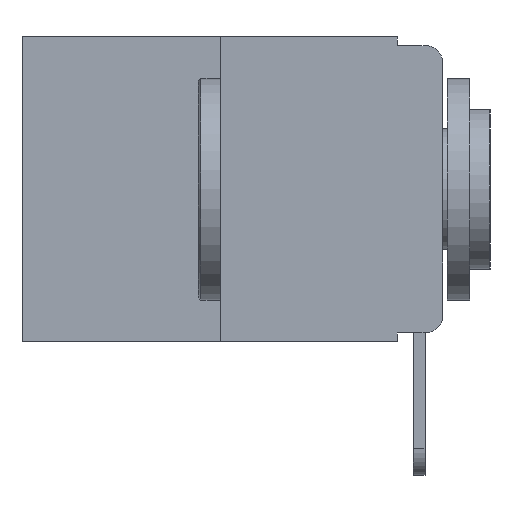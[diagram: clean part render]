
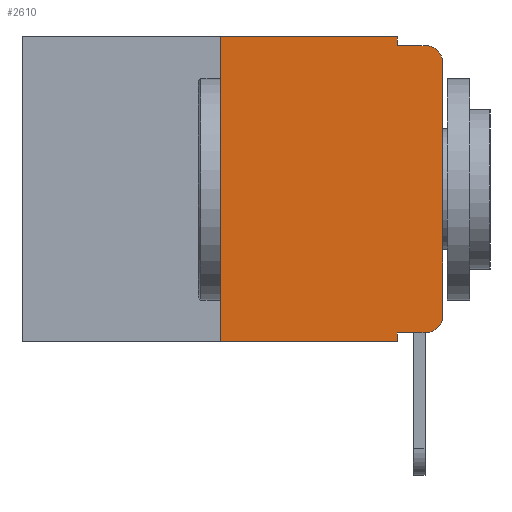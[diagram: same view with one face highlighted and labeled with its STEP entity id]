
A CAD part, left-side view. The second image highlights one B-rep face of the part: STEP entity #2610.
In plain terms, the highlighted planar face has unit normal (-1, 0, 0).
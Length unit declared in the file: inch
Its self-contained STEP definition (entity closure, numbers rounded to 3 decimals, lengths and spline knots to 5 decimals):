
#786 = VECTOR ( 'NONE', #14164, 39.37008 ) ;
#1241 = ORIENTED_EDGE ( 'NONE', *, *, #7366, .T. ) ;
#1306 = ORIENTED_EDGE ( 'NONE', *, *, #9339, .F. ) ;
#1971 = CARTESIAN_POINT ( 'NONE',  ( 0., 0.473, -0.343 ) ) ;
#2198 = DIRECTION ( 'NONE',  ( 0., 0., -1. ) ) ;
#2234 = CARTESIAN_POINT ( 'NONE',  ( 0., 0.051, -0.343 ) ) ;
#2610 = ADVANCED_FACE ( 'NONE', ( #4849 ), #7772, .F. ) ;
#2622 = DIRECTION ( 'NONE',  ( 0., -1., 0. ) ) ;
#2722 = CARTESIAN_POINT ( 'NONE',  ( 0., 0.02, -0.01 ) ) ;
#2859 = VERTEX_POINT ( 'NONE', #13194 ) ;
#3132 = ORIENTED_EDGE ( 'NONE', *, *, #13918, .F. ) ;
#3364 = CARTESIAN_POINT ( 'NONE',  ( 0., 0.051, 0. ) ) ;
#3384 = EDGE_CURVE ( 'NONE', #2859, #9457, #11569, .T. ) ;
#3529 = ORIENTED_EDGE ( 'NONE', *, *, #9109, .F. ) ;
#3543 = CARTESIAN_POINT ( 'NONE',  ( 0., 0.02, -0.03 ) ) ;
#3699 = ORIENTED_EDGE ( 'NONE', *, *, #3384, .T. ) ;
#4396 = CARTESIAN_POINT ( 'NONE',  ( 0., 0.051, -0.333 ) ) ;
#4584 = CARTESIAN_POINT ( 'NONE',  ( 0., 0.25, 0. ) ) ;
#4697 = VERTEX_POINT ( 'NONE', #2722 ) ;
#4782 = DIRECTION ( 'NONE',  ( 0., 0., -1. ) ) ;
#4839 = CARTESIAN_POINT ( 'NONE',  ( 0., 0.02, -0.313 ) ) ;
#4849 = FACE_OUTER_BOUND ( 'NONE', #10741, .T. ) ;
#5053 = CARTESIAN_POINT ( 'NONE',  ( 0., 0.02, -0.333 ) ) ;
#5325 = VECTOR ( 'NONE', #2622, 39.37008 ) ;
#5608 = CIRCLE ( 'NONE', #12840, 0.02 ) ;
#5668 = DIRECTION ( 'NONE',  ( 0., -1., 0. ) ) ;
#5680 = EDGE_CURVE ( 'NONE', #7123, #14537, #5608, .T. ) ;
#5797 = ORIENTED_EDGE ( 'NONE', *, *, #6895, .F. ) ;
#5950 = VECTOR ( 'NONE', #2198, 39.37008 ) ;
#5975 = DIRECTION ( 'NONE',  ( 0., 0., -1. ) ) ;
#6023 = LINE ( 'NONE', #11523, #5325 ) ;
#6430 = ORIENTED_EDGE ( 'NONE', *, *, #10341, .F. ) ;
#6562 = VECTOR ( 'NONE', #10020, 39.37008 ) ;
#6581 = VERTEX_POINT ( 'NONE', #8731 ) ;
#6676 = LINE ( 'NONE', #3364, #11999 ) ;
#6685 = DIRECTION ( 'NONE',  ( 0., 0., -1. ) ) ;
#6718 = ORIENTED_EDGE ( 'NONE', *, *, #9376, .T. ) ;
#6763 = CARTESIAN_POINT ( 'NONE',  ( 0., 0.051, -0.01 ) ) ;
#6895 = EDGE_CURVE ( 'NONE', #13277, #14085, #12282, .T. ) ;
#6938 = CARTESIAN_POINT ( 'NONE',  ( 0., 0.051, 0. ) ) ;
#6970 = CARTESIAN_POINT ( 'NONE',  ( 0., 0., -0.313 ) ) ;
#7123 = VERTEX_POINT ( 'NONE', #5053 ) ;
#7366 = EDGE_CURVE ( 'NONE', #8280, #7123, #11615, .T. ) ;
#7767 = VECTOR ( 'NONE', #5668, 39.37008 ) ;
#7772 = PLANE ( 'NONE',  #13734 ) ;
#7860 = DIRECTION ( 'NONE',  ( 0., -1., 0. ) ) ;
#8280 = VERTEX_POINT ( 'NONE', #4396 ) ;
#8345 = ORIENTED_EDGE ( 'NONE', *, *, #10076, .T. ) ;
#8731 = CARTESIAN_POINT ( 'NONE',  ( 0., 0.25, 0. ) ) ;
#8846 = VECTOR ( 'NONE', #7860, 39.37008 ) ;
#9109 = EDGE_CURVE ( 'NONE', #14085, #4697, #13343, .T. ) ;
#9269 = CARTESIAN_POINT ( 'NONE',  ( 0., 0.051, -0.01 ) ) ;
#9339 = EDGE_CURVE ( 'NONE', #2859, #6581, #12835, .T. ) ;
#9376 = EDGE_CURVE ( 'NONE', #14537, #13504, #10429, .T. ) ;
#9456 = CARTESIAN_POINT ( 'NONE',  ( 0., 0., -0.03 ) ) ;
#9457 = VERTEX_POINT ( 'NONE', #2234 ) ;
#9913 = AXIS2_PLACEMENT_3D ( 'NONE', #3543, #11257, #4782 ) ;
#10020 = DIRECTION ( 'NONE',  ( 0., -1., 0. ) ) ;
#10021 = ORIENTED_EDGE ( 'NONE', *, *, #5680, .T. ) ;
#10059 = CARTESIAN_POINT ( 'NONE',  ( 0., 0., 0. ) ) ;
#10076 = EDGE_CURVE ( 'NONE', #13504, #4697, #13926, .T. ) ;
#10121 = VECTOR ( 'NONE', #13151, 39.37008 ) ;
#10187 = CARTESIAN_POINT ( 'NONE',  ( 0., 0.473, 0. ) ) ;
#10341 = EDGE_CURVE ( 'NONE', #6581, #13277, #6023, .T. ) ;
#10429 = LINE ( 'NONE', #10059, #786 ) ;
#10741 = EDGE_LOOP ( 'NONE', ( #6718, #8345, #3529, #5797, #6430, #1306, #3699, #3132, #1241, #10021 ) ) ;
#11257 = DIRECTION ( 'NONE',  ( -1., 0., 0. ) ) ;
#11523 = CARTESIAN_POINT ( 'NONE',  ( 0., 0.473, 0. ) ) ;
#11569 = LINE ( 'NONE', #1971, #6562 ) ;
#11615 = LINE ( 'NONE', #12047, #8846 ) ;
#11999 = VECTOR ( 'NONE', #13188, 39.37008 ) ;
#12047 = CARTESIAN_POINT ( 'NONE',  ( 0., 0.051, -0.333 ) ) ;
#12282 = LINE ( 'NONE', #6938, #5950 ) ;
#12342 = DIRECTION ( 'NONE',  ( -1., 0., 0. ) ) ;
#12835 = LINE ( 'NONE', #4584, #10121 ) ;
#12840 = AXIS2_PLACEMENT_3D ( 'NONE', #4839, #12342, #5975 ) ;
#13151 = DIRECTION ( 'NONE',  ( 0., 0., 1. ) ) ;
#13188 = DIRECTION ( 'NONE',  ( 0., 0., -1. ) ) ;
#13194 = CARTESIAN_POINT ( 'NONE',  ( 0., 0.25, -0.343 ) ) ;
#13277 = VERTEX_POINT ( 'NONE', #14247 ) ;
#13343 = LINE ( 'NONE', #6763, #7767 ) ;
#13504 = VERTEX_POINT ( 'NONE', #9456 ) ;
#13693 = DIRECTION ( 'NONE',  ( 1., 0., 0. ) ) ;
#13734 = AXIS2_PLACEMENT_3D ( 'NONE', #10187, #13693, #6685 ) ;
#13918 = EDGE_CURVE ( 'NONE', #8280, #9457, #6676, .T. ) ;
#13926 = CIRCLE ( 'NONE', #9913, 0.02 ) ;
#14085 = VERTEX_POINT ( 'NONE', #9269 ) ;
#14164 = DIRECTION ( 'NONE',  ( 0., 0., 1. ) ) ;
#14247 = CARTESIAN_POINT ( 'NONE',  ( 0., 0.051, 0. ) ) ;
#14537 = VERTEX_POINT ( 'NONE', #6970 ) ;
